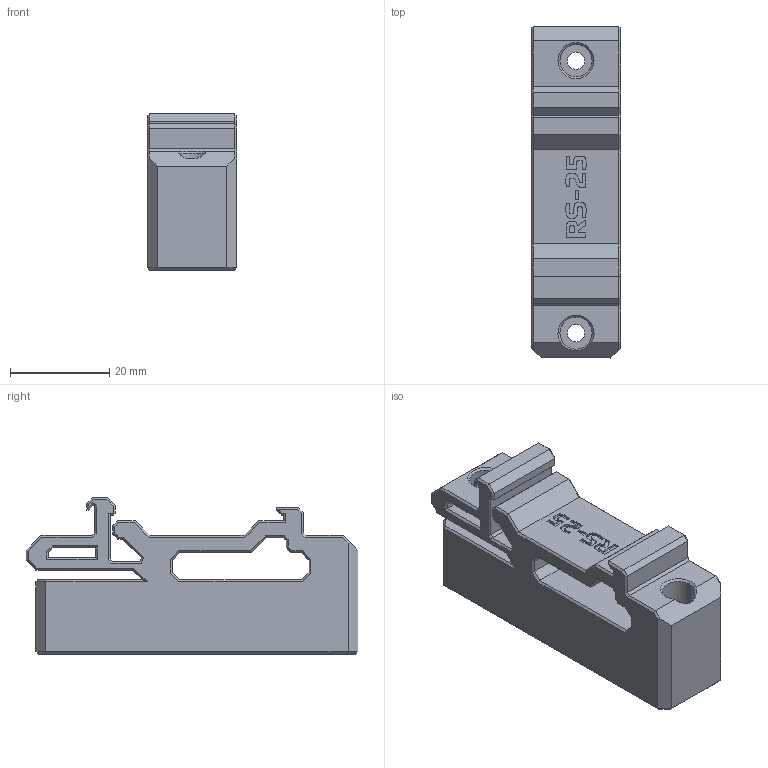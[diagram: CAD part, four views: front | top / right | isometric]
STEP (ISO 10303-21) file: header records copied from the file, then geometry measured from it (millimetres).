
FILE_DESCRIPTION(/* description */ (''),/* implementation_level */ '2;1');
FILE_NAME(/* name */ 'RS25_psu_bracket_wide.step',/* time_stamp */ '2022-10-29T19:25:36-04:00',/* author */ (''),/* organization */ (''),/* preprocessor_version */ 'ST-DEVELOPER v19.2',/* originating_system */ 'Autodesk Translation Framework v11.17.0.187',/* authorisation */ '');
FILE_SCHEMA (('AUTOMOTIVE_DESIGN { 1 0 10303 214 3 1 1 }'));
Length unit declared in the file: millimetre
Products named in the file (4): Trident_Assembly; Electronics; Meanwell RS-25; RS-25 PSU Bracket
Assembly tree (3 placements, depth 4):
  Trident_Assembly
    Electronics
      Meanwell RS-25
        RS-25 PSU Bracket
Bounding box: 18 x 67 x 31.6 mm (x, y, z)
Volume: 24249.9 mm3; surface area: 9551 mm2
Topology: 1 solids, 1 shells, 330 faces, 831 edges, 507 vertices
Faces by surface type: plane 261, bspline 57, cone 6, cylinder 6
Full cylindrical faces by diameter (mm): 3.5 x2, 4.3 x2, 6.5 x2
Entity records: 9853 total; most frequent: CARTESIAN_POINT 2243, ORIENTED_EDGE 1662, DIRECTION 1294, EDGE_CURVE 831, LINE 690, VECTOR 690, VERTEX_POINT 507, EDGE_LOOP 346
